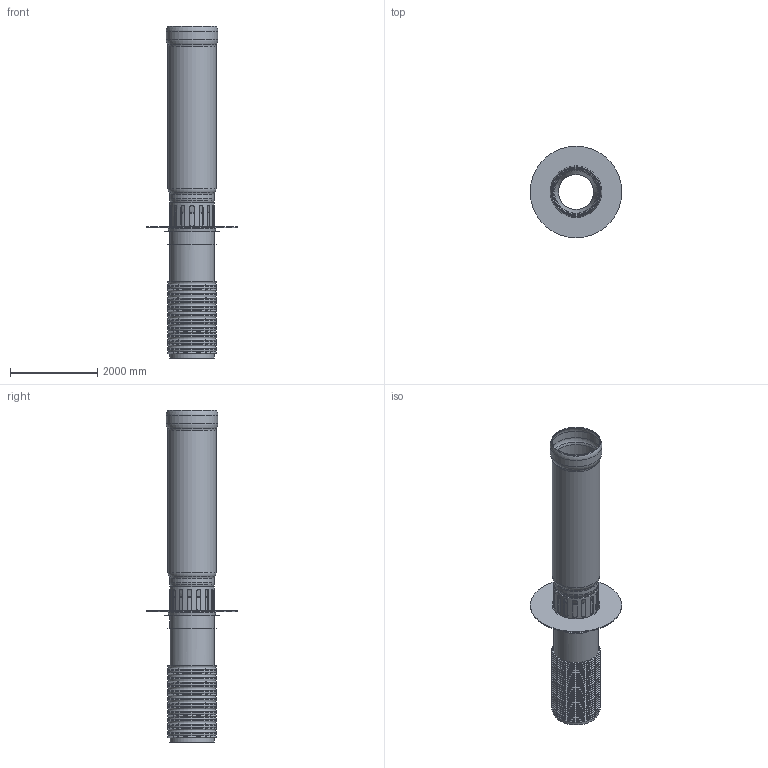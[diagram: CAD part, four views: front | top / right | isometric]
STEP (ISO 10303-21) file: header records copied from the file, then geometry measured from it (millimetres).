
FILE_DESCRIPTION(/* description */ (''),/* implementation_level */ '2;1');
FILE_NAME(/* name */ '16714.100X_3D.stp',/* time_stamp */ '2024-12-12T07:37:28+01:00',/* author */ ('CAD'),/* organization */ (''),/* preprocessor_version */ 'ST-DEVELOPER v20',/* originating_system */ 'AutoCAD Mechanical',/* authorisation */ '');
FILE_SCHEMA (('AUTOMOTIVE_DESIGN { 1 0 10303 214 3 1 1 }'));
Length unit declared in the file: centimetre
Products named in the file (2): Product; *S0
Assembly tree (1 placements, depth 2):
  Product
    *S0
Bounding box: 2100 x 2100 x 7600 mm (x, y, z)
Volume: 868042334.2 mm3; surface area: 76160336.7 mm2
Topology: 5 solids, 5 shells, 165 faces, 403 edges, 247 vertices
Faces by surface type: torus 74, cylinder 40, plane 39, cone 12
Full cylindrical faces by diameter (mm): 800 x1, 840 x1, 980 x1, 1020 x4, 1060 x1, 1100 x1, 2100 x1
Entity records: 6853 total; most frequent: CARTESIAN_POINT 2798, DIRECTION 880, ORIENTED_EDGE 806, EDGE_CURVE 403, AXIS2_PLACEMENT_3D 369, VERTEX_POINT 247, EDGE_LOOP 204, CIRCLE 201
